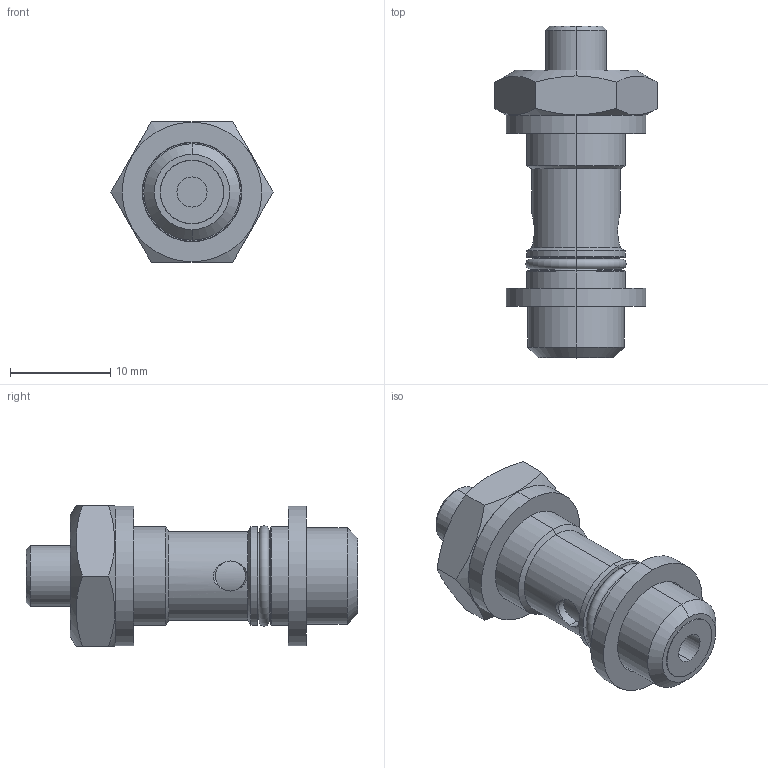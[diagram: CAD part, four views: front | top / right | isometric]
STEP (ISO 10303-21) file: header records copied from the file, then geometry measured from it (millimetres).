
FILE_DESCRIPTION (( 'STEP AP203' ), '1' );
FILE_NAME ('X4050B01.STEP', '2011-10-25T13:54:24', ( 'SP' ), ( 'sopra-pneumatic' ), 'SwSTEP 2.0', 'SolidWorks 2011', '' );
FILE_SCHEMA (( 'CONFIG_CONTROL_DESIGN' ));
Length unit declared in the file: millimetre
Products named in the file (1): X4050B01
Bounding box: 16.17 x 33.05 x 14 mm (x, y, z)
Volume: 2696.9 mm3; surface area: 1923.3 mm2
Topology: 2 solids, 2 shells, 91 faces, 200 edges, 121 vertices
Faces by surface type: cylinder 30, plane 29, cone 26, torus 6
Entity records: 2835 total; most frequent: CARTESIAN_POINT 775, DIRECTION 426, ORIENTED_EDGE 396, EDGE_CURVE 198, AXIS2_PLACEMENT_3D 176, VERTEX_POINT 121, EDGE_LOOP 103, FACE_OUTER_BOUND 91
